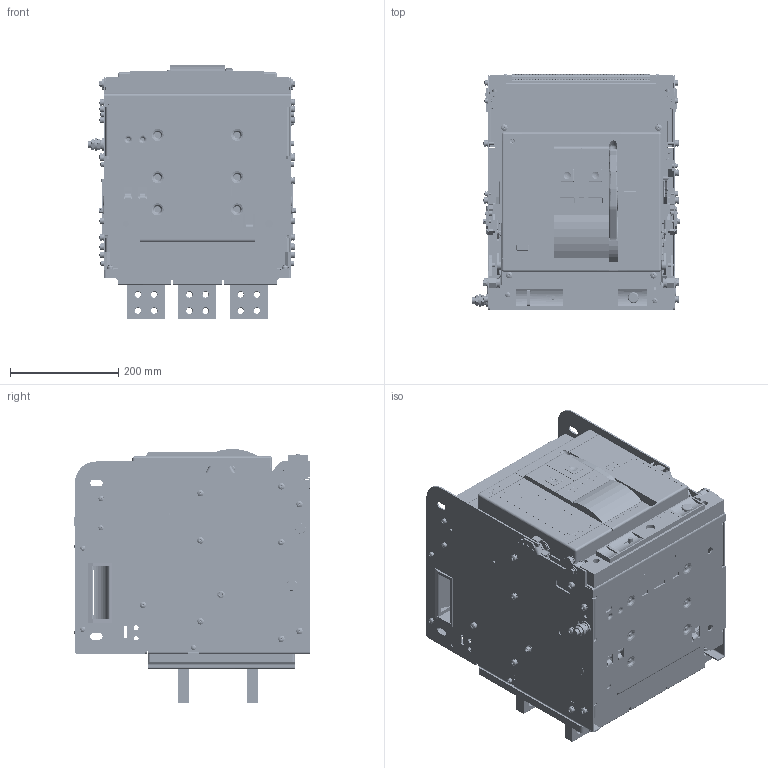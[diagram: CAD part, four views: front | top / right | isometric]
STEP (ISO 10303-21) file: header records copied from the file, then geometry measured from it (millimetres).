
FILE_DESCRIPTION(/* description */ (''),/* implementation_level */ '2;1');
FILE_NAME(/* name */ 'CW3-2500_IEK_优化3.stp',/* time_stamp */ '2024-09-02T16:48:53+08:00',/* author */ (''),/* organization */ (''),/* preprocessor_version */ 'ST-DEVELOPER v16.7',/* originating_system */ 'SIEMENS PLM Software NX 12.0',/* authorisation */ '');
FILE_SCHEMA (('AUTOMOTIVE_DESIGN { 1 0 10303 214 3 1 1 1 }'));
Products named in the file (1): _model2
Bounding box: 385.1 x 437.5 x 469.43 mm (x, y, z)
Volume: 39504644.5 mm3; surface area: 3033877.2 mm2
Topology: 31 solids, 161 shells, 10891 faces, 27442 edges, 17398 vertices
Faces by surface type: plane 7302, cylinder 2427, cone 637, torus 328, sphere 115, extrusion 46, bspline 34, revolution 2
Full cylindrical faces by diameter (mm): 0.8 x7, 2.8 x1, 3 x7, 3.3 x1, 3.432 x2, 3.5 x10, 3.6 x192, 4 x7, 4.5 x11, 5 x46, 5.1 x2, 5.2 x35, 5.3 x2, 5.4 x1, 5.5 x2, 6 x51, 6.1 x2, 6.2 x2, 6.4 x2, 6.78 x1, 7 x8, 7.14 x4, 7.2 x4, 7.5 x2, 8 x45, 8.5 x24, 8.75 x22, 8.8 x8, 8.9 x8, 9 x17
Entity records: 395563 total; most frequent: CARTESIAN_POINT 70470, DIRECTION 53642, ORIENTED_EDGE 51084, EDGE_CURVE 25542, AXIS2_PLACEMENT_3D 17941, VECTOR 17758, LINE 17712, VERTEX_POINT 16772
